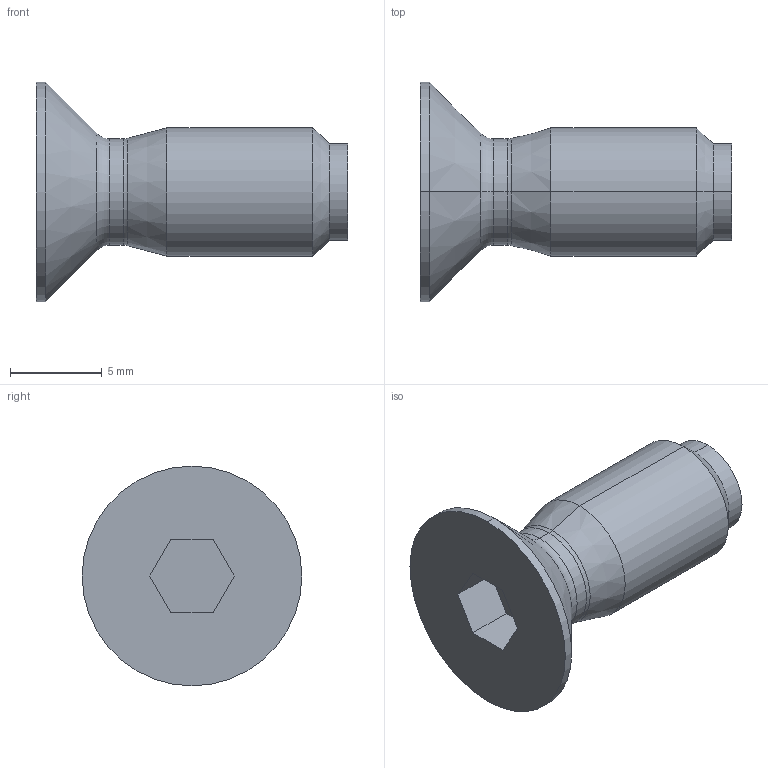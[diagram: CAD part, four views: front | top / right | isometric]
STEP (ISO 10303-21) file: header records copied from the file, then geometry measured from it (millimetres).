
FILE_DESCRIPTION (( 'STEP AP214' ), '1' );
FILE_NAME ('FIXE08E5530-Vis autotaraudeuse 8 SF M7.1, noir.step', '2023-03-24T10:07:42', ( 'Altae' ), ( '' ), 'SwSTEP 2.0', 'SolidWorks 2021', '' );
FILE_SCHEMA (( 'AUTOMOTIVE_DESIGN' ));
Length unit declared in the file: millimetre
Products named in the file (1): FIXE08E5530-Vis autotaraudeuse 8 SF M7.1, noir
Bounding box: 17 x 12 x 12 mm (x, y, z)
Volume: 683.8 mm3; surface area: 597.9 mm2
Topology: 1 solids, 1 shells, 27 faces, 56 edges, 32 vertices
Faces by surface type: plane 9, cylinder 8, cone 6, torus 4
Entity records: 740 total; most frequent: DIRECTION 136, CARTESIAN_POINT 116, ORIENTED_EDGE 112, EDGE_CURVE 56, AXIS2_PLACEMENT_3D 52, VERTEX_POINT 32, VECTOR 32, LINE 32
